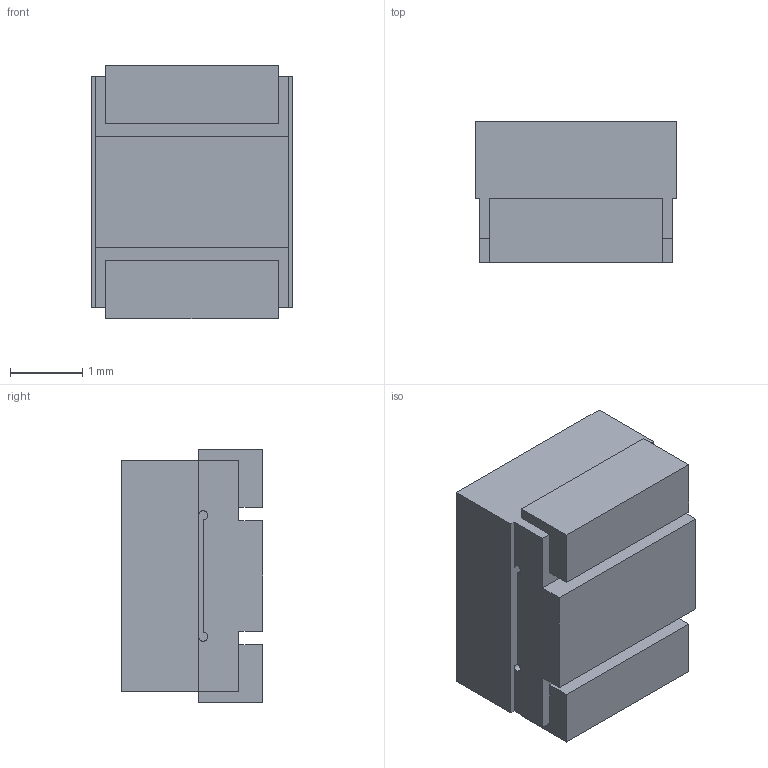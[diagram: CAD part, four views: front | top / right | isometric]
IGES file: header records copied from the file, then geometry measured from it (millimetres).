
Start section: SolidWorks IGES file using analytic representation for surfaces
Global section: file name: SMP2.IGS; native system: SolidWorks 2012; preprocessor: SolidWorks 2012; author: awright; date: 121115.115617; units: inch
Bounding box: 2.79 x 1.96 x 3.51 mm (x, y, z)
Surface area: 46.7 mm2 (no closed solid volume)
Topology: 0 solids, 0 shells, 38 faces, 284 edges, 284 vertices
Faces by surface type: bspline 32, revolution 6
